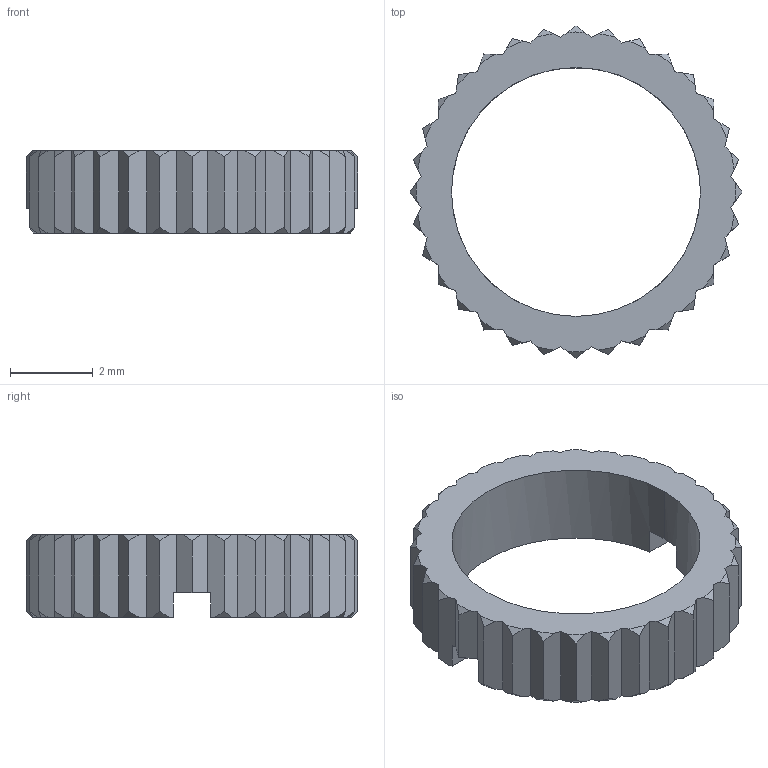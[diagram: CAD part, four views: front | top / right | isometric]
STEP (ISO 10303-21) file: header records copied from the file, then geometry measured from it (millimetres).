
FILE_DESCRIPTION (( 'STEP AP214' ), '1' );
FILE_NAME ('Nut.STEP', '2022-02-10T10:06:44', ( '' ), ( '' ), 'SwSTEP 2.0', 'SolidWorks 2020', '' );
FILE_SCHEMA (( 'AUTOMOTIVE_DESIGN' ));
Length unit declared in the file: millimetre
Products named in the file (1): Nut
Bounding box: 8 x 8 x 2 mm (x, y, z)
Volume: 36.5 mm3; surface area: 131.4 mm2
Topology: 1 solids, 1 shells, 138 faces, 410 edges, 273 vertices
Faces by surface type: plane 73, cone 63, cylinder 2
Entity records: 4759 total; most frequent: CARTESIAN_POINT 1194, ORIENTED_EDGE 820, DIRECTION 635, EDGE_CURVE 410, VERTEX_POINT 273, LINE 215, VECTOR 215, AXIS2_PLACEMENT_3D 210
